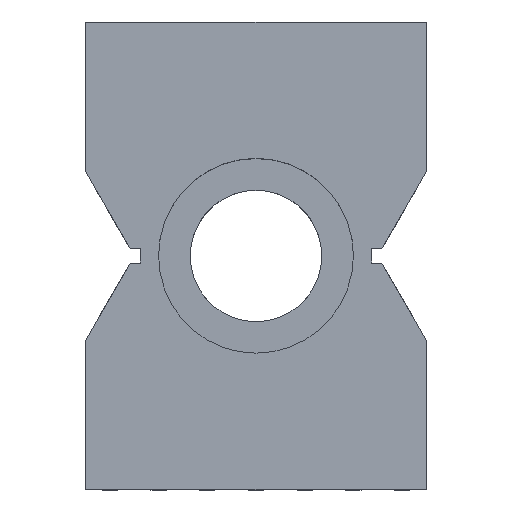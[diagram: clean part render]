
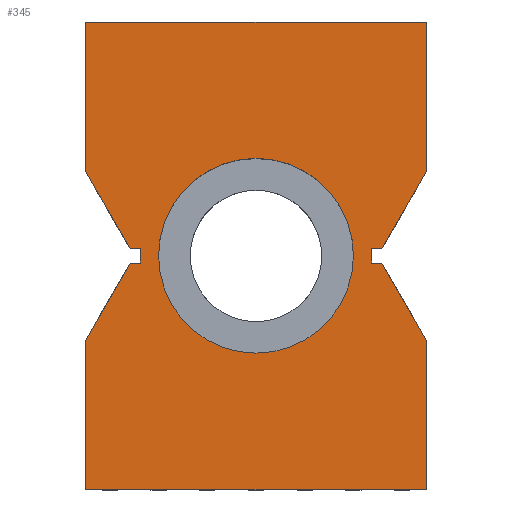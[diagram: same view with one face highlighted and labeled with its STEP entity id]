
A CAD part, top view. The second image highlights one B-rep face of the part: STEP entity #345.
In plain terms, the highlighted planar face has unit normal (0, 0, 1).
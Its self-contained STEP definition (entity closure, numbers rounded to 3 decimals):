
#345=ADVANCED_FACE('',(#963,#964),#965,.T.);
#963=FACE_BOUND('',#1659,.T.);
#964=FACE_OUTER_BOUND('',#1660,.T.);
#965=PLANE('',#1661);
#1659=EDGE_LOOP('',(#3813,#3814,#3815));
#1660=EDGE_LOOP('',(#3816,#3817,#3818,#3819,#3820,#3821,#3822,#3823,#3824,#3825,#3826,#3827,#3828,#3829,#3830,#3831));
#1661=AXIS2_PLACEMENT_3D('',#3832,#3833,#3834);
#3813=ORIENTED_EDGE('',*,*,#5177,.T.);
#3814=ORIENTED_EDGE('',*,*,#4781,.T.);
#3815=ORIENTED_EDGE('',*,*,#5178,.T.);
#3816=ORIENTED_EDGE('',*,*,#5145,.T.);
#3817=ORIENTED_EDGE('',*,*,#4962,.T.);
#3818=ORIENTED_EDGE('',*,*,#4970,.T.);
#3819=ORIENTED_EDGE('',*,*,#5026,.T.);
#3820=ORIENTED_EDGE('',*,*,#5184,.T.);
#3821=ORIENTED_EDGE('',*,*,#5005,.F.);
#3822=ORIENTED_EDGE('',*,*,#4974,.T.);
#3823=ORIENTED_EDGE('',*,*,#4983,.T.);
#3824=ORIENTED_EDGE('',*,*,#5147,.T.);
#3825=ORIENTED_EDGE('',*,*,#5153,.T.);
#3826=ORIENTED_EDGE('',*,*,#5156,.T.);
#3827=ORIENTED_EDGE('',*,*,#5171,.T.);
#3828=ORIENTED_EDGE('',*,*,#5185,.T.);
#3829=ORIENTED_EDGE('',*,*,#5186,.F.);
#3830=ORIENTED_EDGE('',*,*,#5134,.T.);
#3831=ORIENTED_EDGE('',*,*,#5141,.T.);
#3832=CARTESIAN_POINT('',(-17.5,0.,30.63));
#3833=DIRECTION('',(0.0,0.,1.0));
#3834=DIRECTION('',(0.0,-1.0,0.));
#4781=EDGE_CURVE('',#5795,#5793,#5796,.T.);
#4962=EDGE_CURVE('',#6071,#6069,#6072,.T.);
#4970=EDGE_CURVE('',#6069,#6085,#6087,.T.);
#4974=EDGE_CURVE('',#6094,#6092,#6095,.T.);
#4983=EDGE_CURVE('',#6092,#6109,#6111,.T.);
#5005=EDGE_CURVE('',#6094,#6146,#6147,.T.);
#5026=EDGE_CURVE('',#6085,#6168,#6170,.T.);
#5134=EDGE_CURVE('',#6349,#6347,#6350,.T.);
#5141=EDGE_CURVE('',#6347,#6359,#6361,.T.);
#5145=EDGE_CURVE('',#6359,#6071,#6367,.T.);
#5147=EDGE_CURVE('',#6109,#6368,#6370,.T.);
#5153=EDGE_CURVE('',#6368,#6379,#6381,.T.);
#5156=EDGE_CURVE('',#6379,#6385,#6387,.T.);
#5171=EDGE_CURVE('',#6385,#6408,#6410,.T.);
#5177=EDGE_CURVE('',#6418,#5795,#6419,.T.);
#5178=EDGE_CURVE('',#5793,#6418,#6420,.T.);
#5184=EDGE_CURVE('',#6168,#6146,#6427,.T.);
#5185=EDGE_CURVE('',#6408,#6428,#6429,.T.);
#5186=EDGE_CURVE('',#6349,#6428,#6430,.T.);
#5793=VERTEX_POINT('',#7360);
#5795=VERTEX_POINT('',#7363);
#5796=CIRCLE('',#7364,10.0);
#6069=VERTEX_POINT('',#7813);
#6071=VERTEX_POINT('',#7816);
#6072=LINE('',#7817,#7818);
#6085=VERTEX_POINT('',#7837);
#6087=LINE('',#7840,#7841);
#6092=VERTEX_POINT('',#7848);
#6094=VERTEX_POINT('',#7851);
#6095=LINE('',#7852,#7853);
#6109=VERTEX_POINT('',#7874);
#6111=LINE('',#7877,#7878);
#6146=VERTEX_POINT('',#7934);
#6147=LINE('',#7935,#7936);
#6168=VERTEX_POINT('',#8010);
#6170=LINE('',#8013,#8014);
#6347=VERTEX_POINT('',#8295);
#6349=VERTEX_POINT('',#8298);
#6350=LINE('',#8299,#8300);
#6359=VERTEX_POINT('',#8314);
#6361=LINE('',#8317,#8318);
#6367=LINE('',#8327,#8328);
#6368=VERTEX_POINT('',#8329);
#6370=LINE('',#8332,#8333);
#6379=VERTEX_POINT('',#8346);
#6381=LINE('',#8349,#8350);
#6385=VERTEX_POINT('',#8355);
#6387=LINE('',#8358,#8359);
#6408=VERTEX_POINT('',#8393);
#6410=LINE('',#8396,#8397);
#6418=VERTEX_POINT('',#8450);
#6419=CIRCLE('',#8451,10.0);
#6420=CIRCLE('',#8452,10.0);
#6427=LINE('',#8459,#8460);
#6428=VERTEX_POINT('',#8461);
#6429=LINE('',#8462,#8463);
#6430=LINE('',#8464,#8465);
#7360=CARTESIAN_POINT('',(0.,10.0,30.63));
#7363=CARTESIAN_POINT('',(0.,-10.,30.63));
#7364=AXIS2_PLACEMENT_3D('',#9357,#9358,#9359);
#7813=CARTESIAN_POINT('',(12.926,0.75,30.63));
#7816=CARTESIAN_POINT('',(11.896,0.75,30.63));
#7817=CARTESIAN_POINT('',(15.213,0.75,30.63));
#7818=VECTOR('',#9713,1.0);
#7837=CARTESIAN_POINT('',(17.5,8.672,30.63));
#7840=CARTESIAN_POINT('',(15.622,5.42,30.63));
#7841=VECTOR('',#9721,1.0);
#7848=CARTESIAN_POINT('',(-12.926,0.75,30.63));
#7851=CARTESIAN_POINT('',(-17.5,8.672,30.63));
#7852=CARTESIAN_POINT('',(-8.96,-6.119,30.63));
#7853=VECTOR('',#9725,1.0);
#7874=CARTESIAN_POINT('',(-11.896,0.75,30.63));
#7877=CARTESIAN_POINT('',(2.802,0.75,30.63));
#7878=VECTOR('',#9734,1.0);
#7934=CARTESIAN_POINT('',(-17.5,24.0,30.63));
#7935=CARTESIAN_POINT('',(-17.5,0.,30.63));
#7936=VECTOR('',#9756,1.0);
#8010=CARTESIAN_POINT('',(17.5,24.0,30.63));
#8013=CARTESIAN_POINT('',(17.5,0.,30.63));
#8014=VECTOR('',#9801,1.0);
#8295=CARTESIAN_POINT('',(12.926,-0.75,30.63));
#8298=CARTESIAN_POINT('',(17.5,-8.672,30.63));
#8299=CARTESIAN_POINT('',(8.96,6.119,30.63));
#8300=VECTOR('',#9913,1.0);
#8314=CARTESIAN_POINT('',(11.896,-0.75,30.63));
#8317=CARTESIAN_POINT('',(-2.802,-0.75,30.63));
#8318=VECTOR('',#9920,1.0);
#8327=CARTESIAN_POINT('',(11.896,0.375,30.63));
#8328=VECTOR('',#9924,1.0);
#8329=CARTESIAN_POINT('',(-11.896,-0.75,30.63));
#8332=CARTESIAN_POINT('',(-11.896,-0.375,30.63));
#8333=VECTOR('',#9926,1.0);
#8346=CARTESIAN_POINT('',(-12.926,-0.75,30.63));
#8349=CARTESIAN_POINT('',(-15.213,-0.75,30.63));
#8350=VECTOR('',#9932,1.0);
#8355=CARTESIAN_POINT('',(-17.5,-8.672,30.63));
#8358=CARTESIAN_POINT('',(-15.622,-5.42,30.63));
#8359=VECTOR('',#9935,1.0);
#8393=CARTESIAN_POINT('',(-17.5,-24.0,30.63));
#8396=CARTESIAN_POINT('',(-17.5,0.,30.63));
#8397=VECTOR('',#9950,1.0);
#8450=CARTESIAN_POINT('',(10.0,0.,30.63));
#8451=AXIS2_PLACEMENT_3D('',#9953,#9954,#9955);
#8452=AXIS2_PLACEMENT_3D('',#9956,#9957,#9958);
#8459=CARTESIAN_POINT('',(17.5,24.0,30.63));
#8460=VECTOR('',#9974,1.0);
#8461=CARTESIAN_POINT('',(17.5,-24.0,30.63));
#8462=CARTESIAN_POINT('',(17.5,-24.0,30.63));
#8463=VECTOR('',#9975,1.0);
#8464=CARTESIAN_POINT('',(17.5,0.,30.63));
#8465=VECTOR('',#9976,1.0);
#9357=CARTESIAN_POINT('',(0.0,0.,30.63));
#9358=DIRECTION('',(0.,0.,-1.0));
#9359=DIRECTION('',(0.,-1.0,0.));
#9713=DIRECTION('',(1.0,0.0,0.0));
#9721=DIRECTION('',(0.5,0.866,0.));
#9725=DIRECTION('',(0.5,-0.866,0.));
#9734=DIRECTION('',(1.0,0.0,0.0));
#9756=DIRECTION('',(0.0,1.0,0.));
#9801=DIRECTION('',(0.0,1.0,0.));
#9913=DIRECTION('',(-0.5,0.866,0.));
#9920=DIRECTION('',(-1.0,0.0,0.0));
#9924=DIRECTION('',(0.0,1.0,0.));
#9926=DIRECTION('',(0.0,-1.0,0.));
#9932=DIRECTION('',(-1.0,0.0,0.0));
#9935=DIRECTION('',(-0.5,-0.866,0.));
#9950=DIRECTION('',(0.0,-1.0,0.));
#9953=CARTESIAN_POINT('',(0.0,0.,30.63));
#9954=DIRECTION('',(0.,0.,-1.0));
#9955=DIRECTION('',(0.,-1.0,0.));
#9956=CARTESIAN_POINT('',(0.0,0.,30.63));
#9957=DIRECTION('',(0.,0.,-1.0));
#9958=DIRECTION('',(0.,-1.0,0.));
#9974=DIRECTION('',(-1.0,0.0,0.0));
#9975=DIRECTION('',(1.0,0.0,0.0));
#9976=DIRECTION('',(0.0,-1.0,0.));
